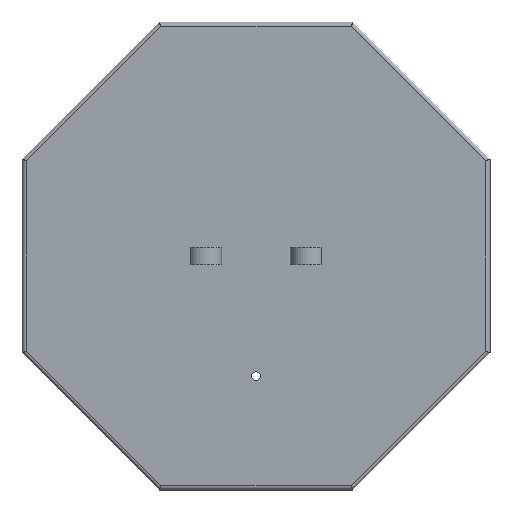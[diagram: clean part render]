
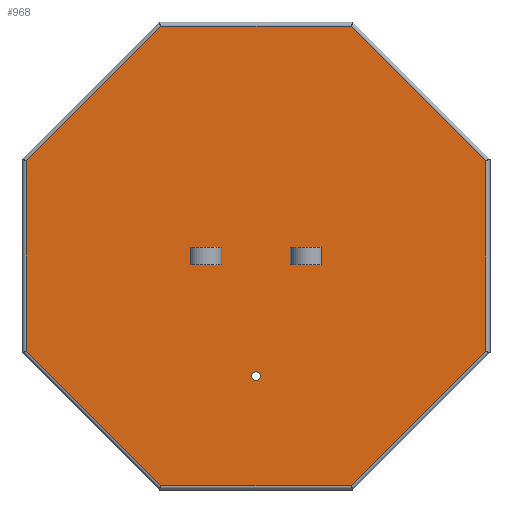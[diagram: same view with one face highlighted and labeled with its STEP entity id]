
A CAD part, front view. The second image highlights one B-rep face of the part: STEP entity #968.
In plain terms, the highlighted planar face has unit normal (0, -1, 0).
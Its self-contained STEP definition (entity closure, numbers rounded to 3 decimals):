
#33=FACE_BOUND('',#154,.T.);
#34=FACE_BOUND('',#155,.T.);
#35=FACE_BOUND('',#156,.T.);
#49=PLANE('',#1062);
#94=FACE_OUTER_BOUND('',#153,.T.);
#153=EDGE_LOOP('',(#726,#727,#728,#729,#730,#731,#732,#733));
#154=EDGE_LOOP('',(#734));
#155=EDGE_LOOP('',(#735,#736,#737,#738));
#156=EDGE_LOOP('',(#739,#740,#741,#742));
#204=LINE('',#1407,#315);
#208=LINE('',#1416,#319);
#211=LINE('',#1423,#322);
#213=LINE('',#1431,#324);
#214=LINE('',#1437,#325);
#216=LINE('',#1445,#327);
#219=LINE('',#1453,#330);
#221=LINE('',#1459,#332);
#223=LINE('',#1465,#334);
#224=LINE('',#1469,#335);
#227=LINE('',#1477,#338);
#229=LINE('',#1481,#340);
#239=LINE('',#1502,#350);
#240=LINE('',#1503,#351);
#241=LINE('',#1505,#352);
#242=LINE('',#1506,#353);
#315=VECTOR('',#1127,10.);
#319=VECTOR('',#1133,10.);
#322=VECTOR('',#1140,10.);
#324=VECTOR('',#1148,10.);
#325=VECTOR('',#1153,10.);
#327=VECTOR('',#1161,10.);
#330=VECTOR('',#1168,10.);
#332=VECTOR('',#1174,10.);
#334=VECTOR('',#1180,10.);
#335=VECTOR('',#1185,10.);
#338=VECTOR('',#1192,10.);
#340=VECTOR('',#1198,10.);
#350=VECTOR('',#1218,10.);
#351=VECTOR('',#1219,10.);
#352=VECTOR('',#1220,10.);
#353=VECTOR('',#1221,10.);
#423=CIRCLE('',#1032,1.25);
#433=VERTEX_POINT('',#1395);
#437=VERTEX_POINT('',#1404);
#438=VERTEX_POINT('',#1406);
#441=VERTEX_POINT('',#1413);
#442=VERTEX_POINT('',#1415);
#444=VERTEX_POINT('',#1421);
#447=VERTEX_POINT('',#1429);
#449=VERTEX_POINT('',#1435);
#450=VERTEX_POINT('',#1436);
#453=VERTEX_POINT('',#1444);
#456=VERTEX_POINT('',#1452);
#458=VERTEX_POINT('',#1458);
#460=VERTEX_POINT('',#1464);
#461=VERTEX_POINT('',#1468);
#464=VERTEX_POINT('',#1476);
#470=VERTEX_POINT('',#1501);
#471=VERTEX_POINT('',#1504);
#519=EDGE_CURVE('',#433,#433,#423,.T.);
#524=EDGE_CURVE('',#438,#437,#204,.T.);
#528=EDGE_CURVE('',#442,#441,#208,.T.);
#532=EDGE_CURVE('',#437,#444,#211,.T.);
#536=EDGE_CURVE('',#441,#447,#213,.T.);
#538=EDGE_CURVE('',#449,#450,#214,.T.);
#542=EDGE_CURVE('',#450,#453,#216,.T.);
#546=EDGE_CURVE('',#453,#456,#219,.T.);
#549=EDGE_CURVE('',#456,#458,#221,.T.);
#552=EDGE_CURVE('',#458,#460,#223,.T.);
#554=EDGE_CURVE('',#461,#449,#224,.T.);
#558=EDGE_CURVE('',#460,#464,#227,.T.);
#561=EDGE_CURVE('',#464,#461,#229,.T.);
#571=EDGE_CURVE('',#444,#470,#239,.T.);
#572=EDGE_CURVE('',#470,#438,#240,.T.);
#573=EDGE_CURVE('',#447,#471,#241,.T.);
#574=EDGE_CURVE('',#471,#442,#242,.T.);
#726=ORIENTED_EDGE('',*,*,#538,.F.);
#727=ORIENTED_EDGE('',*,*,#554,.F.);
#728=ORIENTED_EDGE('',*,*,#561,.F.);
#729=ORIENTED_EDGE('',*,*,#558,.F.);
#730=ORIENTED_EDGE('',*,*,#552,.F.);
#731=ORIENTED_EDGE('',*,*,#549,.F.);
#732=ORIENTED_EDGE('',*,*,#546,.F.);
#733=ORIENTED_EDGE('',*,*,#542,.F.);
#734=ORIENTED_EDGE('',*,*,#519,.T.);
#735=ORIENTED_EDGE('',*,*,#571,.T.);
#736=ORIENTED_EDGE('',*,*,#572,.T.);
#737=ORIENTED_EDGE('',*,*,#524,.T.);
#738=ORIENTED_EDGE('',*,*,#532,.T.);
#739=ORIENTED_EDGE('',*,*,#536,.T.);
#740=ORIENTED_EDGE('',*,*,#573,.T.);
#741=ORIENTED_EDGE('',*,*,#574,.T.);
#742=ORIENTED_EDGE('',*,*,#528,.T.);
#968=ADVANCED_FACE('',(#94,#33,#34,#35),#49,.F.);
#1032=AXIS2_PLACEMENT_3D('',#1396,#1118,#1119);
#1062=AXIS2_PLACEMENT_3D('',#1500,#1216,#1217);
#1118=DIRECTION('center_axis',(0.,1.,0.));
#1119=DIRECTION('ref_axis',(1.,0.,0.));
#1127=DIRECTION('',(0.,0.,-1.));
#1133=DIRECTION('',(0.,0.,1.));
#1140=DIRECTION('',(-1.,0.,0.));
#1148=DIRECTION('',(1.,0.,0.));
#1153=DIRECTION('',(0.707,0.,0.707));
#1161=DIRECTION('',(1.,0.,0.));
#1168=DIRECTION('',(0.707,0.,-0.707));
#1174=DIRECTION('',(0.,0.,-1.));
#1180=DIRECTION('',(-0.707,0.,-0.707));
#1185=DIRECTION('',(0.,0.,1.));
#1192=DIRECTION('',(-1.,0.,0.));
#1198=DIRECTION('',(-0.707,0.,0.707));
#1216=DIRECTION('center_axis',(0.,1.,0.));
#1217=DIRECTION('ref_axis',(0.,0.,1.));
#1218=DIRECTION('',(0.,0.,1.));
#1219=DIRECTION('',(1.,0.,0.));
#1220=DIRECTION('',(0.,0.,-1.));
#1221=DIRECTION('',(-1.,0.,0.));
#1395=CARTESIAN_POINT('',(-1.25,0.,-35.));
#1396=CARTESIAN_POINT('Origin',(0.,0.,-35.));
#1404=CARTESIAN_POINT('',(19.,0.,-2.5));
#1406=CARTESIAN_POINT('',(19.,0.,2.5));
#1407=CARTESIAN_POINT('',(19.,0.,2.5));
#1413=CARTESIAN_POINT('',(-19.,0.,2.5));
#1415=CARTESIAN_POINT('',(-19.,0.,-2.5));
#1416=CARTESIAN_POINT('',(-19.,0.,-2.5));
#1421=CARTESIAN_POINT('',(10.,0.,-2.5));
#1423=CARTESIAN_POINT('',(5.,0.,-2.5));
#1429=CARTESIAN_POINT('',(-10.,0.,2.5));
#1431=CARTESIAN_POINT('',(-5.,0.,2.5));
#1435=CARTESIAN_POINT('',(-66.984,0.,27.746));
#1436=CARTESIAN_POINT('',(-27.746,0.,66.984));
#1437=CARTESIAN_POINT('',(-57.35,0.,37.379));
#1444=CARTESIAN_POINT('',(27.746,0.,66.984));
#1445=CARTESIAN_POINT('',(-14.121,0.,66.984));
#1452=CARTESIAN_POINT('',(66.984,0.,27.746));
#1453=CARTESIAN_POINT('',(37.379,0.,57.35));
#1458=CARTESIAN_POINT('',(66.984,0.,-27.746));
#1459=CARTESIAN_POINT('',(66.984,0.,14.121));
#1464=CARTESIAN_POINT('',(27.746,0.,-66.984));
#1465=CARTESIAN_POINT('',(57.35,0.,-37.379));
#1468=CARTESIAN_POINT('',(-66.984,0.,-27.746));
#1469=CARTESIAN_POINT('',(-66.984,0.,-14.121));
#1476=CARTESIAN_POINT('',(-27.746,0.,-66.984));
#1477=CARTESIAN_POINT('',(14.121,0.,-66.984));
#1481=CARTESIAN_POINT('',(-37.379,0.,-57.35));
#1500=CARTESIAN_POINT('Origin',(0.,0.,0.));
#1501=CARTESIAN_POINT('',(10.,0.,2.5));
#1502=CARTESIAN_POINT('',(10.,0.,1.25));
#1503=CARTESIAN_POINT('',(10.,0.,2.5));
#1504=CARTESIAN_POINT('',(-10.,0.,-2.5));
#1505=CARTESIAN_POINT('',(-10.,0.,-1.25));
#1506=CARTESIAN_POINT('',(-10.,0.,-2.5));
